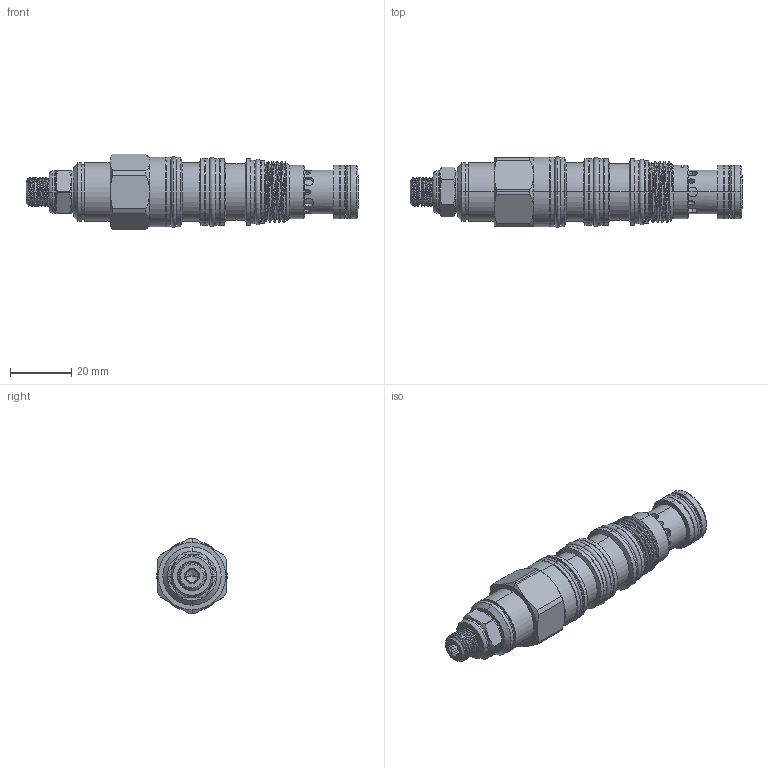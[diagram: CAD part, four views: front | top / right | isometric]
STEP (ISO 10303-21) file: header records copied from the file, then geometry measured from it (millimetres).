
FILE_DESCRIPTION (( 'STEP AP203' ), '1' );
FILE_NAME ('CW21A4A(4C)-L.STEP', '2016-05-18T08:23:38', ( '' ), ( '' ), 'SwSTEP 2.0', 'SolidWorks 2012', '' );
FILE_SCHEMA (( 'CONFIG_CONTROL_DESIGN' ));
Length unit declared in the file: millimetre
Products named in the file (1): CW21A4A(4C)-L
Bounding box: 108.37 x 22.98 x 24.8 mm (x, y, z)
Volume: 29703 mm3; surface area: 11029.6 mm2
Topology: 4 solids, 5 shells, 345 faces, 795 edges, 496 vertices
Faces by surface type: cylinder 171, plane 78, cone 45, torus 41, bspline 9, sphere 1
Entity records: 14861 total; most frequent: CARTESIAN_POINT 7185, DIRECTION 1605, ORIENTED_EDGE 1578, EDGE_CURVE 789, AXIS2_PLACEMENT_3D 682, VERTEX_POINT 495, EDGE_LOOP 390, CIRCLE 345
